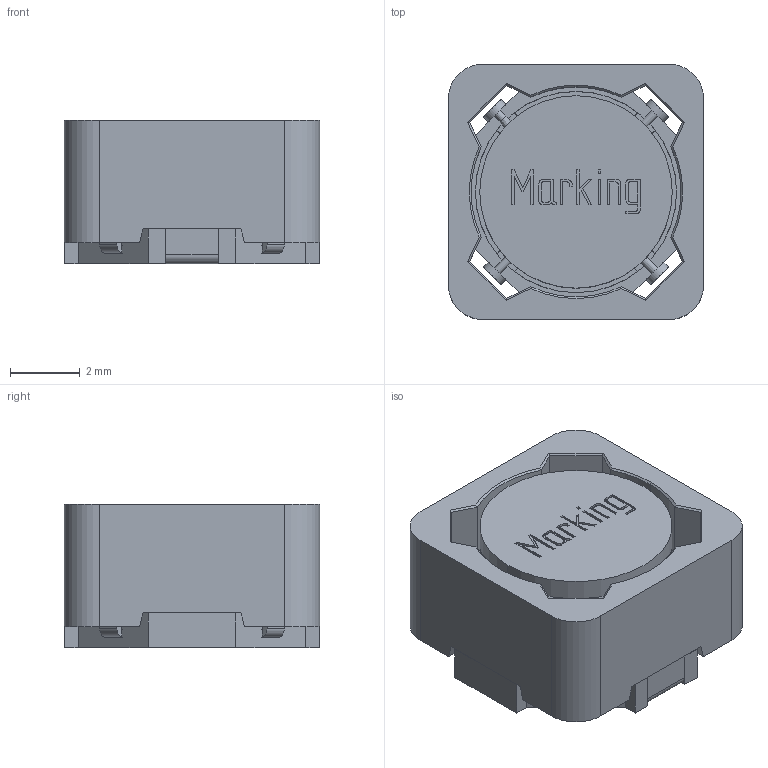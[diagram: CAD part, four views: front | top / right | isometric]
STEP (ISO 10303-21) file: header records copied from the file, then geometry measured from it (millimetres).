
FILE_DESCRIPTION(('STEP AP242'),'1');
FILE_NAME('45479.stp','2019-02-04T18:00:31',('TraceParts'),('TraceParts S.A.'),'Spatial InterOp 3D',' ',' ');
FILE_SCHEMA(('AP242_MANAGED_MODEL_BASED_3D_ENGINEERING_MIM_LF {1 0 10303 442 1 1 4}'));
Length unit declared in the file: millimetre
Products named in the file (1): 45479_1
Bounding box: 7.3 x 7.3 x 4.1 mm (x, y, z)
Volume: 145.4 mm3; surface area: 695.9 mm2
Topology: 7 solids, 7 shells, 352 faces, 963 edges, 625 vertices
Faces by surface type: plane 222, cylinder 52, extrusion 44, bspline 28, cone 6
Entity records: 19156 total; most frequent: CARTESIAN_POINT 10197, ORIENTED_EDGE 1912, DIRECTION 1421, EDGE_CURVE 956, VERTEX_POINT 625, VECTOR 585, LINE 541, AXIS2_PLACEMENT_3D 418
